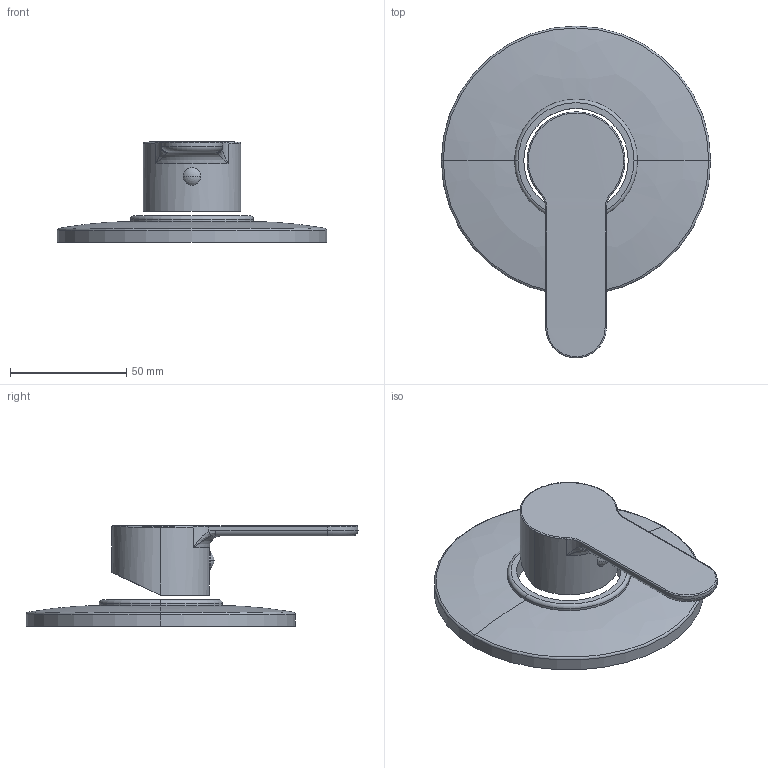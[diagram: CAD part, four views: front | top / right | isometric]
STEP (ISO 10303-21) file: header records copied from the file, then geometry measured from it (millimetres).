
FILE_DESCRIPTION((''),'2;1');
FILE_NAME('BLU010CREST','2021-11-29T11:55:30',('ut3'),('PAFFONI SpA'),'CREO PARAMETRIC BY PTC INC, 2020044','CREO PARAMETRIC BY PTC INC, 2020044','');
FILE_SCHEMA(('CONFIG_CONTROL_DESIGN','SHAPE_APPEARANCE_LAYERS_GROUPS'));
Length unit declared in the file: millimetre
Products named in the file (1): BLU010CREST
Bounding box: 116 x 143 x 43.5 mm (x, y, z)
Volume: 29511.2 mm3; surface area: 39323.9 mm2
Topology: 2 solids, 3 shells, 169 faces, 403 edges, 241 vertices
Faces by surface type: cylinder 66, plane 54, bspline 24, cone 13, torus 10, sphere 2
Entity records: 8350 total; most frequent: CARTESIAN_POINT 3355, ORIENTED_EDGE 802, DIRECTION 742, EDGE_CURVE 401, AXIS2_PLACEMENT_3D 278, VERTEX_POINT 241, VECTOR 186, LINE 186
